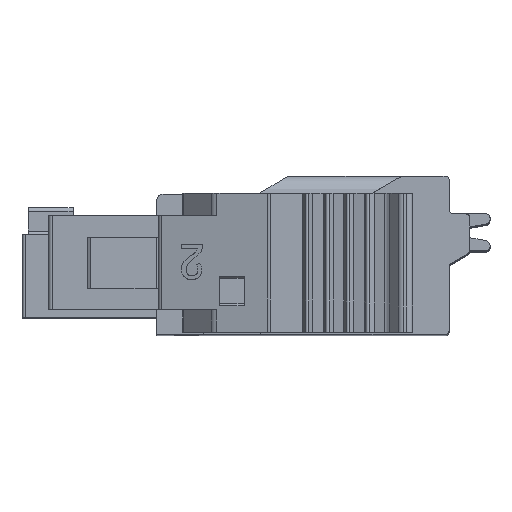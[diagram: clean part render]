
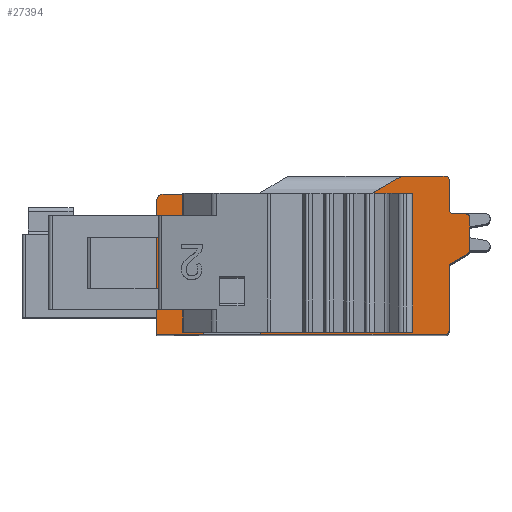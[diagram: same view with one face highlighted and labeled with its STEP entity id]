
A CAD part, top view. The second image highlights one B-rep face of the part: STEP entity #27394.
In plain terms, the highlighted planar face has unit normal (0, 0, 1).
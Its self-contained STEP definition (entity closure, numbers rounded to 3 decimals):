
#412=DIRECTION('',(0.,1.,0.));
#413=VECTOR('',#412,3.107);
#414=CARTESIAN_POINT('',(34.256,16.788,51.275));
#415=LINE('',#414,#413);
#2115=DIRECTION('',(-1.,0.,0.));
#2116=VECTOR('',#2115,2.497);
#2117=CARTESIAN_POINT('',(30.397,23.438,51.275));
#2118=LINE('',#2117,#2116);
#2137=DIRECTION('',(-1.,0.,0.));
#2138=VECTOR('',#2137,6.676);
#2139=CARTESIAN_POINT('',(26.932,23.438,51.275));
#2140=LINE('',#2139,#2138);
#2201=DIRECTION('',(-1.,0.,0.));
#2202=VECTOR('',#2201,2.1);
#2203=CARTESIAN_POINT('',(34.056,24.338,51.275));
#2204=LINE('',#2203,#2202);
#2459=DIRECTION('',(0.,1.,0.));
#2460=VECTOR('',#2459,1.45);
#2461=CARTESIAN_POINT('',(34.256,22.688,51.275));
#2462=LINE('',#2461,#2460);
#2829=DIRECTION('',(1.,0.,0.));
#2830=VECTOR('',#2829,0.968);
#2831=CARTESIAN_POINT('',(26.932,16.688,51.275));
#2832=LINE('',#2831,#2830);
#2833=DIRECTION('',(0.866,0.5,0.));
#2834=VECTOR('',#2833,1.8);
#2835=CARTESIAN_POINT('',(30.397,23.438,51.275));
#2836=LINE('',#2835,#2834);
#2837=CARTESIAN_POINT('',(34.056,24.138,51.275));
#2838=DIRECTION('',(0.,0.,-1.));
#2839=DIRECTION('',(0.,1.,0.));
#2840=AXIS2_PLACEMENT_3D('',#2837,#2838,#2839);
#2842=CARTESIAN_POINT('',(34.456,22.688,51.275));
#2843=DIRECTION('',(0.,0.,1.));
#2844=DIRECTION('',(-1.,0.,0.));
#2845=AXIS2_PLACEMENT_3D('',#2842,#2843,#2844);
#2847=CARTESIAN_POINT('',(35.056,22.288,51.275));
#2848=DIRECTION('',(0.,0.,-1.));
#2849=DIRECTION('',(0.,1.,0.));
#2850=AXIS2_PLACEMENT_3D('',#2847,#2848,#2849);
#2852=CARTESIAN_POINT('',(35.056,20.703,51.275));
#2853=DIRECTION('',(0.,0.,-1.));
#2854=DIRECTION('',(1.,0.,0.));
#2855=AXIS2_PLACEMENT_3D('',#2852,#2853,#2854);
#2857=DIRECTION('',(-0.866,-0.5,0.));
#2858=VECTOR('',#2857,0.924);
#2859=CARTESIAN_POINT('',(35.156,20.53,51.275));
#2860=LINE('',#2859,#2858);
#2861=CARTESIAN_POINT('',(34.456,19.895,51.275));
#2862=DIRECTION('',(0.,0.,1.));
#2863=DIRECTION('',(-0.5,0.866,0.));
#2864=AXIS2_PLACEMENT_3D('',#2861,#2862,#2863);
#2866=CARTESIAN_POINT('',(34.056,16.788,51.275));
#2867=DIRECTION('',(0.,0.,-1.));
#2868=DIRECTION('',(1.,0.,0.));
#2869=AXIS2_PLACEMENT_3D('',#2866,#2867,#2868);
#2871=CARTESIAN_POINT('',(20.256,23.138,51.275));
#2872=DIRECTION('',(0.,0.,-1.));
#2873=DIRECTION('',(-1.,-0.001,0.));
#2874=AXIS2_PLACEMENT_3D('',#2871,#2872,#2873);
#2876=DIRECTION('',(1.,0.,0.));
#2877=VECTOR('',#2876,1.721);
#2878=CARTESIAN_POINT('',(22.765,16.738,51.275));
#2879=LINE('',#2878,#2877);
#2880=DIRECTION('',(-1.,0.,0.));
#2881=VECTOR('',#2880,1.721);
#2882=CARTESIAN_POINT('',(24.486,22.468,51.275));
#2883=LINE('',#2882,#2881);
#2884=DIRECTION('',(0.,1.,0.));
#2885=VECTOR('',#2884,6.75);
#2886=CARTESIAN_POINT('',(26.932,16.688,51.275));
#2887=LINE('',#2886,#2885);
#2896=DIRECTION('',(0.,-1.,0.));
#2897=VECTOR('',#2896,6.75);
#2898=CARTESIAN_POINT('',(27.901,23.438,51.275));
#2899=LINE('',#2898,#2897);
#3628=DIRECTION('',(0.,1.,0.));
#3629=VECTOR('',#3628,5.73);
#3630=CARTESIAN_POINT('',(22.765,16.738,51.275));
#3631=LINE('',#3630,#3629);
#3640=DIRECTION('',(0.,-1.,0.));
#3641=VECTOR('',#3640,5.73);
#3642=CARTESIAN_POINT('',(24.486,22.468,51.275));
#3643=LINE('',#3642,#3641);
#4405=DIRECTION('',(-1.,0.,0.));
#4406=VECTOR('',#4405,0.6);
#4407=CARTESIAN_POINT('',(35.056,22.488,51.275));
#4408=LINE('',#4407,#4406);
#4421=DIRECTION('',(0.,1.,0.));
#4422=VECTOR('',#4421,1.585);
#4423=CARTESIAN_POINT('',(35.256,20.703,51.275));
#4424=LINE('',#4423,#4422);
#4609=DIRECTION('',(1.,0.,0.));
#4610=VECTOR('',#4609,14.1);
#4611=CARTESIAN_POINT('',(19.956,16.588,51.275));
#4612=LINE('',#4611,#4610);
#5021=DIRECTION('',(0.,-1.,0.));
#5022=VECTOR('',#5021,6.55);
#5023=CARTESIAN_POINT('',(19.956,23.138,51.275));
#5024=LINE('',#5023,#5022);
#18557=CARTESIAN_POINT('',(34.256,22.688,51.275));
#18558=VERTEX_POINT('',#18557);
#18559=CARTESIAN_POINT('',(34.256,24.138,51.275));
#18560=VERTEX_POINT('',#18559);
#18801=CARTESIAN_POINT('',(34.256,16.788,51.275));
#18802=CARTESIAN_POINT('',(34.256,19.895,51.275));
#18803=VERTEX_POINT('',#18801);
#18804=VERTEX_POINT('',#18802);
#19010=CARTESIAN_POINT('',(34.056,16.588,51.275));
#19011=VERTEX_POINT('',#19010);
#19016=CARTESIAN_POINT('',(19.956,16.588,51.275));
#19017=VERTEX_POINT('',#19016);
#19266=CARTESIAN_POINT('',(30.397,23.438,51.275));
#19267=VERTEX_POINT('',#19266);
#19268=CARTESIAN_POINT('',(27.901,23.438,51.275));
#19269=VERTEX_POINT('',#19268);
#19276=CARTESIAN_POINT('',(26.932,23.438,51.275));
#19277=VERTEX_POINT('',#19276);
#19278=CARTESIAN_POINT('',(20.256,23.438,51.275));
#19279=VERTEX_POINT('',#19278);
#19390=CARTESIAN_POINT('',(34.056,24.338,51.275));
#19391=VERTEX_POINT('',#19390);
#19392=CARTESIAN_POINT('',(31.956,24.338,51.275));
#19393=VERTEX_POINT('',#19392);
#19670=CARTESIAN_POINT('',(26.932,16.688,51.275));
#19671=VERTEX_POINT('',#19670);
#19672=CARTESIAN_POINT('',(27.901,16.688,51.275));
#19673=VERTEX_POINT('',#19672);
#19674=CARTESIAN_POINT('',(34.456,22.488,51.275));
#19675=VERTEX_POINT('',#19674);
#19676=CARTESIAN_POINT('',(35.056,22.488,51.275));
#19677=VERTEX_POINT('',#19676);
#19678=CARTESIAN_POINT('',(35.256,22.288,51.275));
#19679=VERTEX_POINT('',#19678);
#19680=CARTESIAN_POINT('',(35.256,20.703,51.275));
#19681=VERTEX_POINT('',#19680);
#19682=CARTESIAN_POINT('',(35.156,20.53,51.275));
#19683=VERTEX_POINT('',#19682);
#19684=CARTESIAN_POINT('',(34.356,20.068,51.275));
#19685=VERTEX_POINT('',#19684);
#19686=CARTESIAN_POINT('',(19.956,23.138,51.275));
#19687=VERTEX_POINT('',#19686);
#19688=CARTESIAN_POINT('',(22.765,16.738,51.275));
#19689=CARTESIAN_POINT('',(22.765,22.468,51.275));
#19690=VERTEX_POINT('',#19688);
#19691=VERTEX_POINT('',#19689);
#19692=CARTESIAN_POINT('',(24.486,16.738,51.275));
#19693=VERTEX_POINT('',#19692);
#19694=CARTESIAN_POINT('',(24.486,22.468,51.275));
#19695=VERTEX_POINT('',#19694);
#27344=CARTESIAN_POINT('',(26.228,21.108,51.275));
#27345=DIRECTION('',(0.,0.,1.));
#27346=DIRECTION('',(1.,0.,0.));
#27347=AXIS2_PLACEMENT_3D('',#27344,#27345,#27346);
#27348=PLANE('',#27347);
#27350=ORIENTED_EDGE('',*,*,#27349,.F.);
#27352=ORIENTED_EDGE('',*,*,#27351,.T.);
#27354=ORIENTED_EDGE('',*,*,#27353,.F.);
#27355=ORIENTED_EDGE('',*,*,#26368,.F.);
#27357=ORIENTED_EDGE('',*,*,#27356,.T.);
#27358=ORIENTED_EDGE('',*,*,#26520,.F.);
#27359=ORIENTED_EDGE('',*,*,#26860,.T.);
#27360=ORIENTED_EDGE('',*,*,#26894,.F.);
#27362=ORIENTED_EDGE('',*,*,#27361,.T.);
#27364=ORIENTED_EDGE('',*,*,#27363,.F.);
#27366=ORIENTED_EDGE('',*,*,#27365,.T.);
#27368=ORIENTED_EDGE('',*,*,#27367,.F.);
#27370=ORIENTED_EDGE('',*,*,#27369,.T.);
#27371=ORIENTED_EDGE('',*,*,#27336,.T.);
#27372=ORIENTED_EDGE('',*,*,#27325,.T.);
#27373=ORIENTED_EDGE('',*,*,#23827,.F.);
#27374=ORIENTED_EDGE('',*,*,#26271,.T.);
#27376=ORIENTED_EDGE('',*,*,#27375,.F.);
#27378=ORIENTED_EDGE('',*,*,#27377,.F.);
#27380=ORIENTED_EDGE('',*,*,#27379,.T.);
#27381=ORIENTED_EDGE('',*,*,#26378,.F.);
#27382=EDGE_LOOP('',(#27350,#27352,#27354,#27355,#27357,#27358,#27359,#27360,
#27362,#27364,#27366,#27368,#27370,#27371,#27372,#27373,#27374,#27376,#27378,
#27380,#27381));
#27383=FACE_OUTER_BOUND('',#27382,.F.);
#27385=ORIENTED_EDGE('',*,*,#27384,.F.);
#27387=ORIENTED_EDGE('',*,*,#27386,.T.);
#27389=ORIENTED_EDGE('',*,*,#27388,.F.);
#27391=ORIENTED_EDGE('',*,*,#27390,.T.);
#27392=EDGE_LOOP('',(#27385,#27387,#27389,#27391));
#27393=FACE_BOUND('',#27392,.F.);
#2841=CIRCLE('',#2840,0.2);
#2846=CIRCLE('',#2845,0.2);
#2851=CIRCLE('',#2850,0.2);
#2856=CIRCLE('',#2855,0.2);
#2865=CIRCLE('',#2864,0.2);
#2870=CIRCLE('',#2869,0.2);
#2875=CIRCLE('',#2874,0.3);
#23827=EDGE_CURVE('',#18803,#18804,#415,.T.);
#26271=EDGE_CURVE('',#18803,#19011,#2870,.T.);
#26368=EDGE_CURVE('',#19267,#19269,#2118,.T.);
#26378=EDGE_CURVE('',#19277,#19279,#2140,.T.);
#26520=EDGE_CURVE('',#19391,#19393,#2204,.T.);
#26860=EDGE_CURVE('',#19391,#18560,#2841,.T.);
#26894=EDGE_CURVE('',#18558,#18560,#2462,.T.);
#27325=EDGE_CURVE('',#19685,#18804,#2865,.T.);
#27336=EDGE_CURVE('',#19683,#19685,#2860,.T.);
#27349=EDGE_CURVE('',#19671,#19277,#2887,.T.);
#27351=EDGE_CURVE('',#19671,#19673,#2832,.T.);
#27353=EDGE_CURVE('',#19269,#19673,#2899,.T.);
#27356=EDGE_CURVE('',#19267,#19393,#2836,.T.);
#27361=EDGE_CURVE('',#18558,#19675,#2846,.T.);
#27363=EDGE_CURVE('',#19677,#19675,#4408,.T.);
#27365=EDGE_CURVE('',#19677,#19679,#2851,.T.);
#27367=EDGE_CURVE('',#19681,#19679,#4424,.T.);
#27369=EDGE_CURVE('',#19681,#19683,#2856,.T.);
#27375=EDGE_CURVE('',#19017,#19011,#4612,.T.);
#27377=EDGE_CURVE('',#19687,#19017,#5024,.T.);
#27379=EDGE_CURVE('',#19687,#19279,#2875,.T.);
#27384=EDGE_CURVE('',#19690,#19691,#3631,.T.);
#27386=EDGE_CURVE('',#19690,#19693,#2879,.T.);
#27388=EDGE_CURVE('',#19695,#19693,#3643,.T.);
#27390=EDGE_CURVE('',#19695,#19691,#2883,.T.);
#27394=ADVANCED_FACE('',(#27383,#27393),#27348,.T.);
